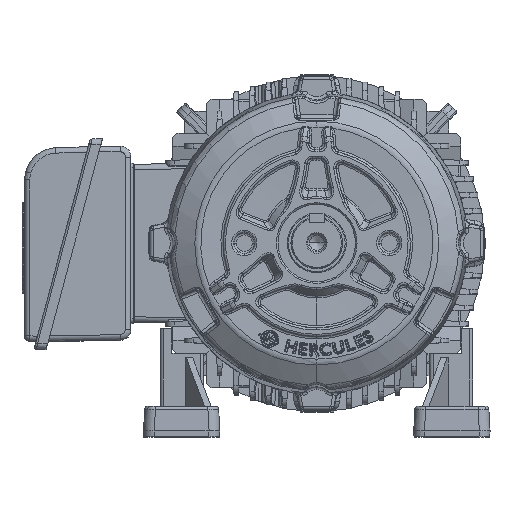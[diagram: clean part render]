
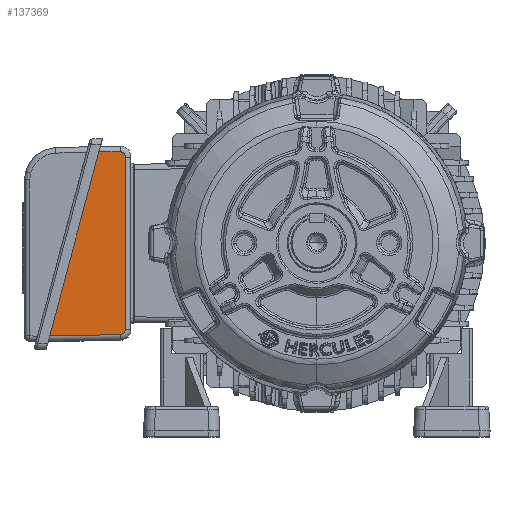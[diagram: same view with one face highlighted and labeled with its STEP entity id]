
A CAD part, top view. The second image highlights one B-rep face of the part: STEP entity #137369.
In plain terms, the highlighted face is planar.
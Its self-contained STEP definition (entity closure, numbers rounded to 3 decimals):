
#1052 = CARTESIAN_POINT ( 'NONE',  ( 87.994, 80.173, 7.584 ) ) ;
#4497 = DIRECTION ( 'NONE',  ( 0., 0.966, -0.259 ) ) ;
#8845 = CARTESIAN_POINT ( 'NONE',  ( 87.5, 12.221, 55.11 ) ) ;
#9810 = VERTEX_POINT ( 'NONE', #57870 ) ;
#10302 =( BOUNDED_CURVE ( )  B_SPLINE_CURVE ( 3, ( #19960, #62264, #75478, #127539 ),
 .UNSPECIFIED., .F., .F. ) 
 B_SPLINE_CURVE_WITH_KNOTS ( ( 4, 4 ),
 ( 3.403, 4.957 ),
 .UNSPECIFIED. ) 
 CURVE ( )  GEOMETRIC_REPRESENTATION_ITEM ( )  RATIONAL_B_SPLINE_CURVE ( ( 1., 0.809, 0.809, 1. ) ) 
 REPRESENTATION_ITEM ( '' )  );
#12326 = DIRECTION ( 'NONE',  ( 0.017, 0., -1. ) ) ;
#19960 = CARTESIAN_POINT ( 'NONE',  ( 87.994, 80.196, 7.584 ) ) ;
#23629 = CARTESIAN_POINT ( 'NONE',  ( 87.5, 12.221, 55.11 ) ) ;
#27098 = CARTESIAN_POINT ( 'NONE',  ( 87.5, -86.355, 81.523 ) ) ;
#32198 = CARTESIAN_POINT ( 'NONE',  ( 88.719, -80.15, 7.584 ) ) ;
#32875 = DIRECTION ( 'NONE',  ( -0.017, 0.017, 1. ) ) ;
#34648 = ORIENTED_EDGE ( 'NONE', *, *, #132801, .T. ) ;
#41358 = ORIENTED_EDGE ( 'NONE', *, *, #79248, .T. ) ;
#45563 = ORIENTED_EDGE ( 'NONE', *, *, #86099, .F. ) ;
#46481 = CARTESIAN_POINT ( 'NONE',  ( 87.889, 85.195, 12.497 ) ) ;
#48837 = VERTEX_POINT ( 'NONE', #75171 ) ;
#57870 = CARTESIAN_POINT ( 'NONE',  ( 88.658, -85.15, 12.497 ) ) ;
#59749 = EDGE_CURVE ( 'NONE', #112375, #9810, #97820, .T. ) ;
#60215 = VERTEX_POINT ( 'NONE', #32198 ) ;
#62264 = CARTESIAN_POINT ( 'NONE',  ( 87.981, 83.084, 7.584 ) ) ;
#67549 = CARTESIAN_POINT ( 'NONE',  ( 88.707, -85.099, 9.609 ) ) ;
#69296 = CARTESIAN_POINT ( 'NONE',  ( 88.719, -80.15, 7.584 ) ) ;
#75171 = CARTESIAN_POINT ( 'NONE',  ( 87.5, 85.595, 35.449 ) ) ;
#75478 = CARTESIAN_POINT ( 'NONE',  ( 87.938, 85.144, 9.609 ) ) ;
#75909 = DIRECTION ( 'NONE',  ( 1., 0.005, 0.017 ) ) ;
#79248 = EDGE_CURVE ( 'NONE', #9810, #60215, #147446, .T. ) ;
#85764 = CARTESIAN_POINT ( 'NONE',  ( 87.189, 85.916, 53.818 ) ) ;
#86099 = EDGE_CURVE ( 'NONE', #112375, #48837, #90603, .T. ) ;
#89786 = EDGE_LOOP ( 'NONE', ( #45563, #139271, #41358, #34648, #168550, #132085 ) ) ;
#90603 = LINE ( 'NONE', #23629, #146911 ) ;
#97820 = LINE ( 'NONE', #137484, #104691 ) ;
#102238 = VECTOR ( 'NONE', #137710, 1000. ) ;
#103101 = AXIS2_PLACEMENT_3D ( 'NONE', #8845, #75909, #12326 ) ;
#104691 = VECTOR ( 'NONE', #162228, 1000. ) ;
#108267 = CARTESIAN_POINT ( 'NONE',  ( 87.994, 80.196, 7.584 ) ) ;
#108961 = CARTESIAN_POINT ( 'NONE',  ( 88.732, -83.039, 7.584 ) ) ;
#112375 = VERTEX_POINT ( 'NONE', #27098 ) ;
#120551 = VECTOR ( 'NONE', #32875, 1000. ) ;
#127539 = CARTESIAN_POINT ( 'NONE',  ( 87.889, 85.195, 12.497 ) ) ;
#132085 = ORIENTED_EDGE ( 'NONE', *, *, #169546, .T. ) ;
#132190 = VERTEX_POINT ( 'NONE', #46481 ) ;
#132287 = FACE_OUTER_BOUND ( 'NONE', #89786, .T. ) ;
#132801 = EDGE_CURVE ( 'NONE', #60215, #134368, #150082, .T. ) ;
#134368 = VERTEX_POINT ( 'NONE', #108267 ) ;
#137369 = ADVANCED_FACE ( 'NONE', ( #132287 ), #146396, .T. ) ;
#137484 = CARTESIAN_POINT ( 'NONE',  ( 88.66, -85.148, 12.413 ) ) ;
#137710 = DIRECTION ( 'NONE',  ( -0.005, 1., 0. ) ) ;
#137766 = LINE ( 'NONE', #85764, #120551 ) ;
#139271 = ORIENTED_EDGE ( 'NONE', *, *, #59749, .T. ) ;
#141900 = EDGE_CURVE ( 'NONE', #134368, #132190, #10302, .T. ) ;
#146396 = PLANE ( 'NONE',  #103101 ) ;
#146911 = VECTOR ( 'NONE', #4497, 1000. ) ;
#147446 =( BOUNDED_CURVE ( )  B_SPLINE_CURVE ( 3, ( #161872, #67549, #108961, #69296 ),
 .UNSPECIFIED., .F., .F. ) 
 B_SPLINE_CURVE_WITH_KNOTS ( ( 4, 4 ),
 ( 1.85, 3.403 ),
 .UNSPECIFIED. ) 
 CURVE ( )  GEOMETRIC_REPRESENTATION_ITEM ( )  RATIONAL_B_SPLINE_CURVE ( ( 1., 0.809, 0.809, 1. ) ) 
 REPRESENTATION_ITEM ( '' )  );
#150082 = LINE ( 'NONE', #1052, #102238 ) ;
#161872 = CARTESIAN_POINT ( 'NONE',  ( 88.658, -85.15, 12.497 ) ) ;
#162228 = DIRECTION ( 'NONE',  ( 0.017, 0.017, -1. ) ) ;
#168550 = ORIENTED_EDGE ( 'NONE', *, *, #141900, .T. ) ;
#169546 = EDGE_CURVE ( 'NONE', #132190, #48837, #137766, .T. ) ;
